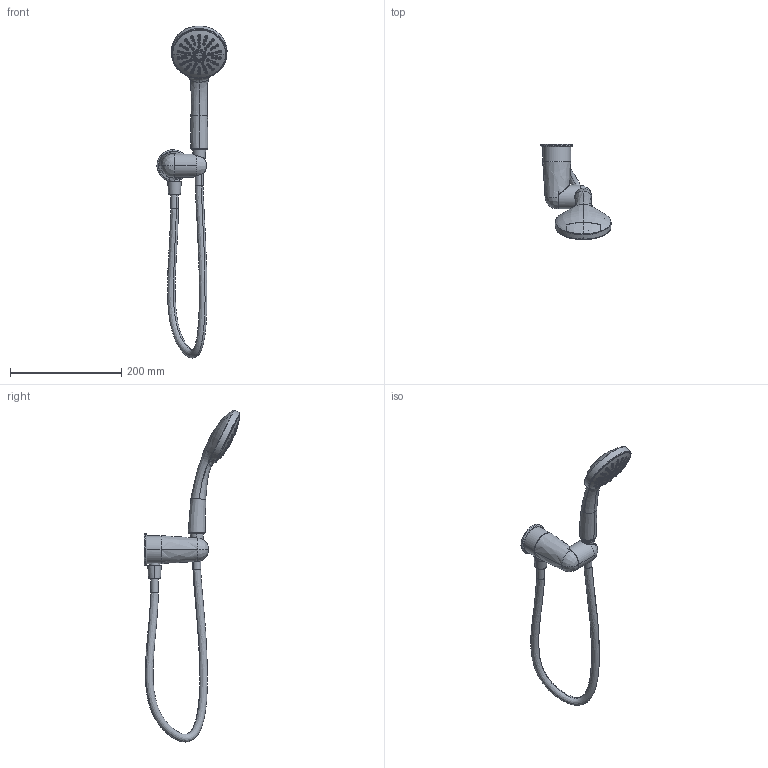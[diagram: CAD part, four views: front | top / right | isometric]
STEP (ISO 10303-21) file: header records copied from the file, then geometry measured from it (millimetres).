
FILE_DESCRIPTION(/* description */ (''),/* implementation_level */ '2;1');
FILE_NAME(/* name */ 'STP - Posh Solus MK3 Handshower with Wall Bracket 1 Function Chrome (4 Star)',/* time_stamp */ '2025-05-08T14:30:12+10:00',/* author */ (''),/* organization */ (''),/* preprocessor_version */ 'ST-DEVELOPER v16.5',/* originating_system */ 'Rhino 7.37',/* authorisation */ '');
FILE_SCHEMA (('AUTOMOTIVE_DESIGN'));
Products named in the file (12): Document; M20010-000; M20010-007; M20010-006; 81P72601-000-001_ASM; P72601_ASM_2_ASM; P72600-001_1; P50900-002_1; P72601-004_ASM_1_ASM; P72601-002_1; P72601-003_1; PORG-01
Assembly tree (11 placements, depth 5):
  Document
    M20010-000
    M20010-007
    M20010-006
    81P72601-000-001_ASM
      P72601_ASM_2_ASM
        P72600-001_1
        P50900-002_1
        P72601-004_ASM_1_ASM
          P72601-002_1
          P72601-003_1
    PORG-01
Bounding box: 125.96 x 171.7 x 596.91 mm (x, y, z)
Volume: 139778.3 mm3; surface area: 179068.2 mm2
Topology: 4 solids, 29 shells, 2187 faces, 5298 edges, 3267 vertices
Faces by surface type: bspline 1673, cylinder 302, plane 212
Full cylindrical faces by diameter (mm): 6 x10, 10 x2
Entity records: 171807 total; most frequent: CARTESIAN_POINT 139715, ORIENTED_EDGE 10421, EDGE_CURVE 5290, B_SPLINE_CURVE_WITH_KNOTS 3534, VERTEX_POINT 3262, EDGE_LOOP 2682, ADVANCED_FACE 2187, FACE_OUTER_BOUND 2187
